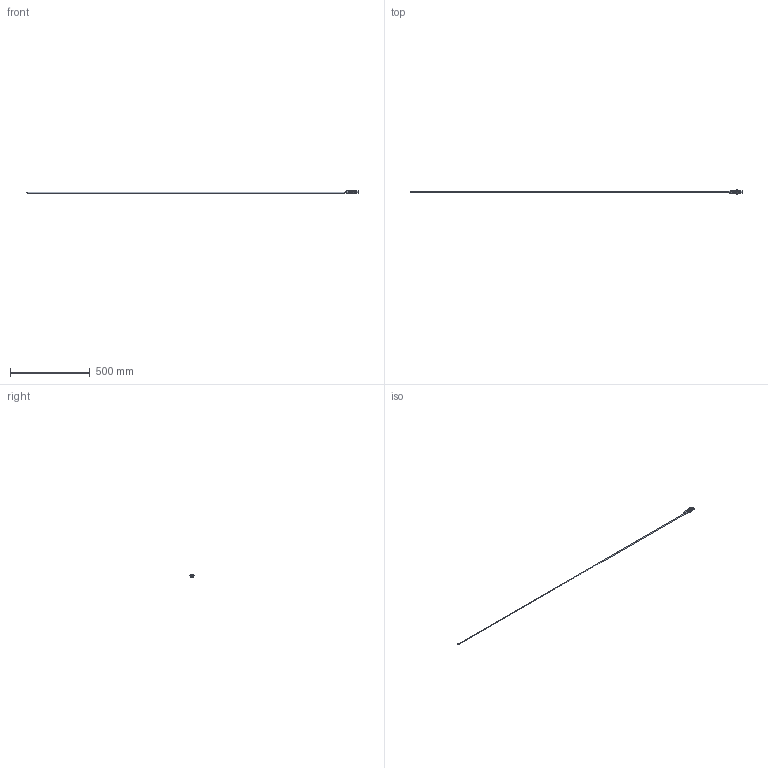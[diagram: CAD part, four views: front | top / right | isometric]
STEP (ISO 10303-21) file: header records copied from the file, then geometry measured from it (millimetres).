
FILE_DESCRIPTION (( 'STEP AP214' ), '1' );
FILE_NAME ('PXCAP18-2008A_3D.step', '2023-07-17T19:18:07', ( '' ), ( '' ), 'SwSTEP 2.0', 'SolidWorks 2022', '' );
FILE_SCHEMA (( 'AUTOMOTIVE_DESIGN' ));
Length unit declared in the file: millimetre
Products named in the file (1): PXCAP18-2008A_3D
Bounding box: 2085.75 x 27.48 x 23.8 mm (x, y, z)
Volume: 60071.5 mm3; surface area: 41325.6 mm2
Topology: 6 solids, 6 shells, 1388 faces, 3794 edges, 2422 vertices
Faces by surface type: cylinder 701, plane 669, cone 10, bspline 4, torus 4
Entity records: 69963 total; most frequent: CARTESIAN_POINT 38351, ORIENTED_EDGE 7588, DIRECTION 5540, EDGE_CURVE 3794, VERTEX_POINT 2422, AXIS2_PLACEMENT_3D 2089, EDGE_LOOP 1396, ADVANCED_FACE 1388
